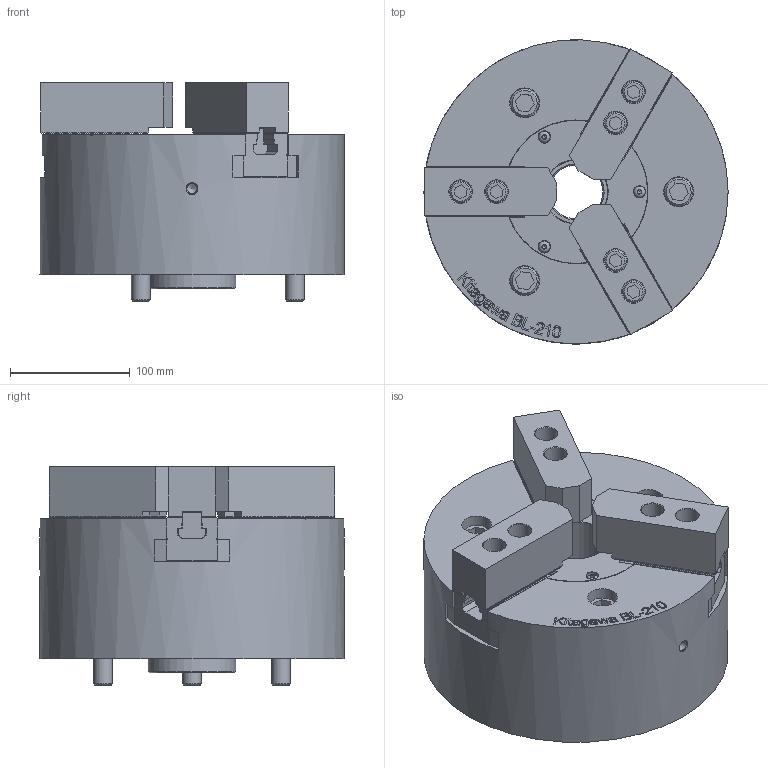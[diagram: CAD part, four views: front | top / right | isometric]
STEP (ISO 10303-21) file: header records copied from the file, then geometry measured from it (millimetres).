
FILE_DESCRIPTION(/* description */ ('Unknown'),/* implementation_level */ '2;1');
FILE_NAME(/* name */ 'BL210-Solid',/* time_stamp */ '2019-08-13T15:41:02+01:00',/* author */ ('Unknown'),/* organization */ ('Unknown'),/* preprocessor_version */ 'ST-DEVELOPER v16.7',/* originating_system */ 'DEX',/* authorisation */ $);
FILE_SCHEMA (('AUTOMOTIVE_DESIGN {1 0 10303 214 3 1 1}'));
Products named in the file (1): BL210-Solid
Bounding box: 254 x 254 x 182.2 mm (x, y, z)
Volume: 5788215.5 mm3; surface area: 427325.2 mm2
Topology: 1 solids, 15 shells, 3366 faces, 11418 edges, 7032 vertices
Faces by surface type: plane 2441, cylinder 763, cone 94, bspline 56, torus 9, sphere 3
Full cylindrical faces by diameter (mm): 4.2 x3, 4.826 x3, 5.5 x3, 6.8 x3, 8.5 x2, 9.5 x3, 10 x3, 10.3 x6, 11.701 x6, 13 x6, 15.682 x3, 17 x3, 18 x6, 19 x6, 24 x3, 25 x3, 45 x1, 53 x1, 56 x2, 61 x1, 65.5 x1, 73 x1, 82 x2, 88 x1, 89 x1, 95 x2, 102 x2, 220 x1, 254 x1
Entity records: 123587 total; most frequent: CARTESIAN_POINT 24251, ORIENTED_EDGE 22300, DIRECTION 19342, EDGE_CURVE 11150, LINE 9348, VECTOR 9348, VERTEX_POINT 6949, AXIS2_PLACEMENT_3D 4997
